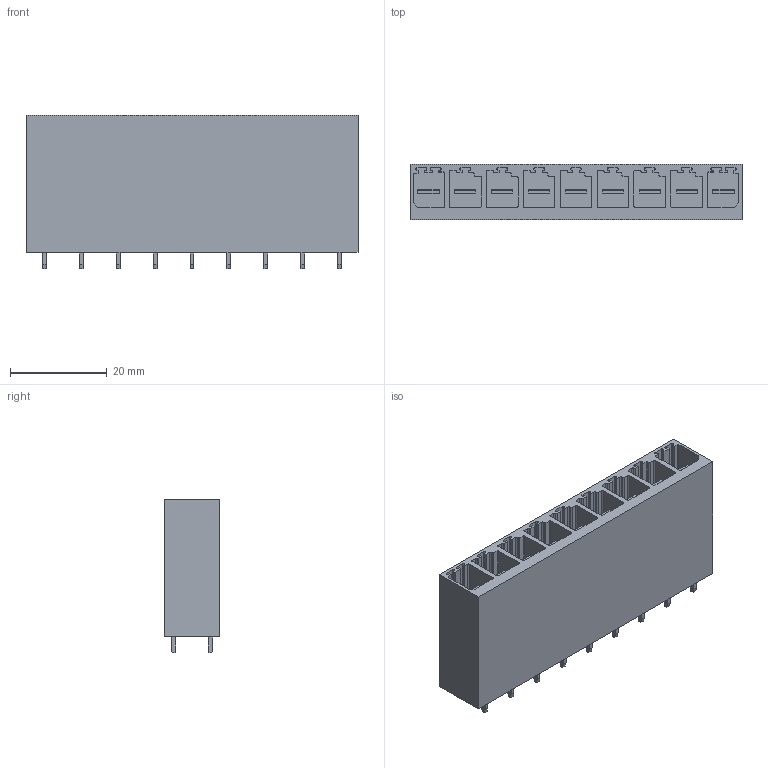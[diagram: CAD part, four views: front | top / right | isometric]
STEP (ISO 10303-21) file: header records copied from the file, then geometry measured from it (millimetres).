
FILE_DESCRIPTION(('CATIA V5 STEP Exchange','CAx-IF Rec.Pracs.--- Model Styling and Organization---1.2---2011-12-15'),'2;1');
FILE_NAME ('D1459405_0_1930670000_1930670000.stp','2018-11-29T03:46:42+00:00',('none'),('Weidmueller'),'CATIA Version 5-6 Release 2014','CATIA V5 STEP AP214','none');
FILE_SCHEMA(('AUTOMOTIVE_DESIGN { 1 0 10303 214 1 1 1 1 }'));
Length unit declared in the file: millimetre
Products named in the file (1): 1930670000
Bounding box: 68.58 x 11.4 x 31.8 mm (x, y, z)
Volume: 15645.1 mm3; surface area: 15730.3 mm2
Topology: 10 solids, 10 shells, 683 faces, 1971 edges, 1308 vertices
Faces by surface type: plane 581, cylinder 102
Entity records: 17589 total; most frequent: ORIENTED_EDGE 3942, CARTESIAN_POINT 2873, DIRECTION 2084, EDGE_CURVE 1602, VECTOR 1416, LINE 1416, VERTEX_POINT 1029, EDGE_LOOP 719
